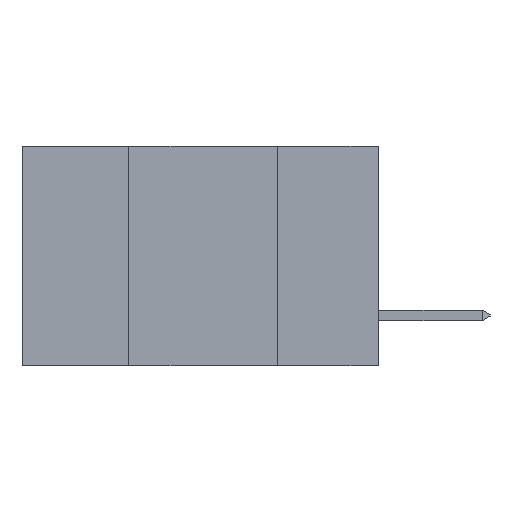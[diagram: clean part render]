
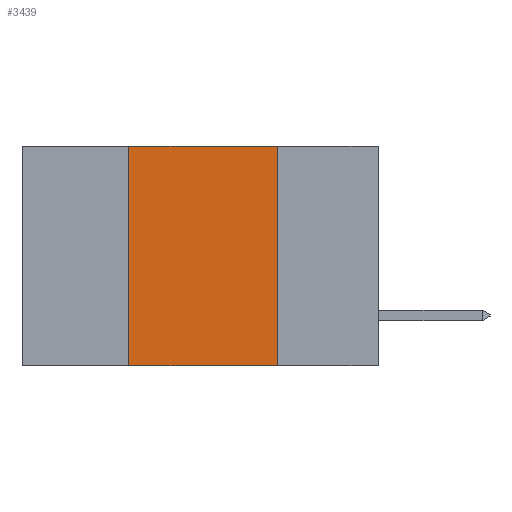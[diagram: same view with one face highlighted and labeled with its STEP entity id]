
A CAD part, left-side view. The second image highlights one B-rep face of the part: STEP entity #3439.
In plain terms, the highlighted planar face has unit normal (-1, 0, 0).
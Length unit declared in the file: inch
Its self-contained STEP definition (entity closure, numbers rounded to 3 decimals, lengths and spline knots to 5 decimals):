
#114 = DIRECTION ( 'NONE',  ( 0., 0., -1. ) ) ;
#395 = ORIENTED_EDGE ( 'NONE', *, *, #7529, .F. ) ;
#617 = VERTEX_POINT ( 'NONE', #3677 ) ;
#1170 = LINE ( 'NONE', #6841, #2780 ) ;
#1204 = DIRECTION ( 'NONE',  ( 0., -1., 0. ) ) ;
#1263 = LINE ( 'NONE', #7438, #4637 ) ;
#1271 = CARTESIAN_POINT ( 'NONE',  ( 0., 0.6, -0.37 ) ) ;
#1534 = EDGE_LOOP ( 'NONE', ( #395, #7074, #1798, #7064 ) ) ;
#1798 = ORIENTED_EDGE ( 'NONE', *, *, #7927, .F. ) ;
#2126 = EDGE_CURVE ( 'NONE', #6343, #617, #8144, .T. ) ;
#2150 = AXIS2_PLACEMENT_3D ( 'NONE', #8238, #7817, #7795 ) ;
#2531 = CARTESIAN_POINT ( 'NONE',  ( 0., 0.42, -0.37 ) ) ;
#2780 = VECTOR ( 'NONE', #6878, 39.37008 ) ;
#3439 = ADVANCED_FACE ( 'NONE', ( #6503 ), #8097, .F. ) ;
#3479 = EDGE_CURVE ( 'NONE', #5931, #6079, #1170, .T. ) ;
#3677 = CARTESIAN_POINT ( 'NONE',  ( 0., 0.17, -0.37 ) ) ;
#4126 = CARTESIAN_POINT ( 'NONE',  ( 0., 0.17, 0. ) ) ;
#4637 = VECTOR ( 'NONE', #114, 39.37008 ) ;
#4828 = CARTESIAN_POINT ( 'NONE',  ( 0., 0.42, 0. ) ) ;
#5269 = VECTOR ( 'NONE', #6053, 39.37008 ) ;
#5931 = VERTEX_POINT ( 'NONE', #4828 ) ;
#6053 = DIRECTION ( 'NONE',  ( 0., 0., 1. ) ) ;
#6079 = VERTEX_POINT ( 'NONE', #4126 ) ;
#6343 = VERTEX_POINT ( 'NONE', #2531 ) ;
#6503 = FACE_OUTER_BOUND ( 'NONE', #1534, .T. ) ;
#6841 = CARTESIAN_POINT ( 'NONE',  ( 0., 0.6, 0. ) ) ;
#6878 = DIRECTION ( 'NONE',  ( 0., -1., 0. ) ) ;
#7064 = ORIENTED_EDGE ( 'NONE', *, *, #2126, .T. ) ;
#7074 = ORIENTED_EDGE ( 'NONE', *, *, #3479, .F. ) ;
#7438 = CARTESIAN_POINT ( 'NONE',  ( 0., 0.17, -0.37 ) ) ;
#7529 = EDGE_CURVE ( 'NONE', #6079, #617, #1263, .T. ) ;
#7795 = DIRECTION ( 'NONE',  ( 0., 0., -1. ) ) ;
#7817 = DIRECTION ( 'NONE',  ( 1., 0., 0. ) ) ;
#7927 = EDGE_CURVE ( 'NONE', #6343, #5931, #8258, .T. ) ;
#7929 = CARTESIAN_POINT ( 'NONE',  ( 0., 0.42, -0.37 ) ) ;
#7941 = VECTOR ( 'NONE', #1204, 39.37008 ) ;
#8097 = PLANE ( 'NONE',  #2150 ) ;
#8144 = LINE ( 'NONE', #1271, #7941 ) ;
#8238 = CARTESIAN_POINT ( 'NONE',  ( 0., 0.6, 0. ) ) ;
#8258 = LINE ( 'NONE', #7929, #5269 ) ;
